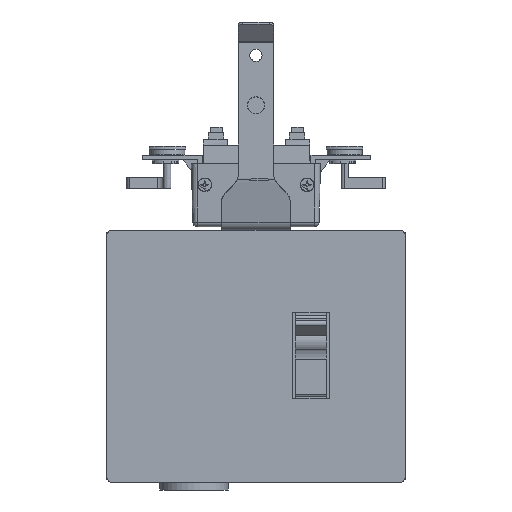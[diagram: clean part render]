
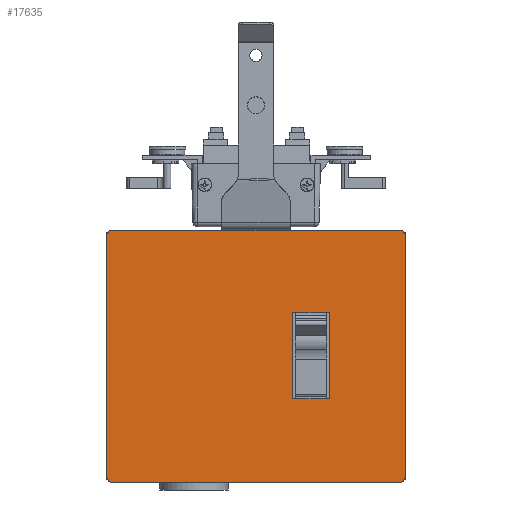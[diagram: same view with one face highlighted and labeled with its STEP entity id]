
A CAD part, front view. The second image highlights one B-rep face of the part: STEP entity #17635.
In plain terms, the highlighted planar face has unit normal (0, -1, 0).
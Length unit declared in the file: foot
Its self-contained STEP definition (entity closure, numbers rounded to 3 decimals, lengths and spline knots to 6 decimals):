
#1532=LINE('',#29685,#3460);
#1533=LINE('',#29689,#3461);
#1534=LINE('',#29693,#3462);
#1535=LINE('',#29697,#3463);
#1536=LINE('',#29701,#3464);
#1537=LINE('',#29703,#3465);
#1538=LINE('',#29705,#3466);
#1539=LINE('',#29706,#3467);
#3460=VECTOR('',#23125,1.);
#3461=VECTOR('',#23128,1.);
#3462=VECTOR('',#23131,1.);
#3463=VECTOR('',#23134,1.);
#3464=VECTOR('',#23137,1.);
#3465=VECTOR('',#23138,1.);
#3466=VECTOR('',#23139,1.);
#3467=VECTOR('',#23140,1.);
#4823=FACE_BOUND('',#6559,.T.);
#5396=FACE_OUTER_BOUND('',#6558,.T.);
#6558=EDGE_LOOP('',(#13700,#13701,#13702,#13703,#13704,#13705,#13706,#13707));
#6559=EDGE_LOOP('',(#13708,#13709,#13710,#13711));
#7370=CIRCLE('',#19913,0.010186);
#7371=CIRCLE('',#19914,0.010186);
#7372=CIRCLE('',#19915,0.010186);
#7373=CIRCLE('',#19916,0.010186);
#8237=VERTEX_POINT('',#29683);
#8238=VERTEX_POINT('',#29684);
#8239=VERTEX_POINT('',#29686);
#8240=VERTEX_POINT('',#29688);
#8241=VERTEX_POINT('',#29690);
#8242=VERTEX_POINT('',#29692);
#8243=VERTEX_POINT('',#29694);
#8244=VERTEX_POINT('',#29696);
#8245=VERTEX_POINT('',#29699);
#8246=VERTEX_POINT('',#29700);
#8247=VERTEX_POINT('',#29702);
#8248=VERTEX_POINT('',#29704);
#10149=EDGE_CURVE('',#8237,#8238,#1532,.T.);
#10150=EDGE_CURVE('',#8238,#8239,#7370,.T.);
#10151=EDGE_CURVE('',#8239,#8240,#1533,.T.);
#10152=EDGE_CURVE('',#8240,#8241,#7371,.T.);
#10153=EDGE_CURVE('',#8241,#8242,#1534,.T.);
#10154=EDGE_CURVE('',#8242,#8243,#7372,.T.);
#10155=EDGE_CURVE('',#8243,#8244,#1535,.T.);
#10156=EDGE_CURVE('',#8244,#8237,#7373,.T.);
#10157=EDGE_CURVE('',#8245,#8246,#1536,.T.);
#10158=EDGE_CURVE('',#8246,#8247,#1537,.T.);
#10159=EDGE_CURVE('',#8247,#8248,#1538,.T.);
#10160=EDGE_CURVE('',#8248,#8245,#1539,.T.);
#13700=ORIENTED_EDGE('',*,*,#10149,.T.);
#13701=ORIENTED_EDGE('',*,*,#10150,.T.);
#13702=ORIENTED_EDGE('',*,*,#10151,.T.);
#13703=ORIENTED_EDGE('',*,*,#10152,.T.);
#13704=ORIENTED_EDGE('',*,*,#10153,.T.);
#13705=ORIENTED_EDGE('',*,*,#10154,.T.);
#13706=ORIENTED_EDGE('',*,*,#10155,.T.);
#13707=ORIENTED_EDGE('',*,*,#10156,.T.);
#13708=ORIENTED_EDGE('',*,*,#10157,.T.);
#13709=ORIENTED_EDGE('',*,*,#10158,.T.);
#13710=ORIENTED_EDGE('',*,*,#10159,.T.);
#13711=ORIENTED_EDGE('',*,*,#10160,.T.);
#16668=PLANE('',#19912);
#17635=ADVANCED_FACE('',(#5396,#4823),#16668,.T.);
#19912=AXIS2_PLACEMENT_3D('',#29682,#23123,#23124);
#19913=AXIS2_PLACEMENT_3D('',#29687,#23126,#23127);
#19914=AXIS2_PLACEMENT_3D('',#29691,#23129,#23130);
#19915=AXIS2_PLACEMENT_3D('',#29695,#23132,#23133);
#19916=AXIS2_PLACEMENT_3D('',#29698,#23135,#23136);
#23123=DIRECTION('center_axis',(0.,-1.,0.));
#23124=DIRECTION('ref_axis',(-1.,0.,0.));
#23125=DIRECTION('',(-1.,0.,0.));
#23126=DIRECTION('center_axis',(0.,-1.,0.));
#23127=DIRECTION('ref_axis',(1.,0.,0.));
#23128=DIRECTION('',(0.,0.,-1.));
#23129=DIRECTION('center_axis',(0.,-1.,0.));
#23130=DIRECTION('ref_axis',(1.,0.,0.));
#23131=DIRECTION('',(1.,0.,0.));
#23132=DIRECTION('center_axis',(0.,-1.,0.));
#23133=DIRECTION('ref_axis',(1.,0.,0.));
#23134=DIRECTION('',(0.,0.,1.));
#23135=DIRECTION('center_axis',(0.,-1.,0.));
#23136=DIRECTION('ref_axis',(1.,0.,0.));
#23137=DIRECTION('',(0.,0.,-1.));
#23138=DIRECTION('',(-1.,0.,0.));
#23139=DIRECTION('',(0.,0.,1.));
#23140=DIRECTION('',(1.,0.,0.));
#29682=CARTESIAN_POINT('Origin',(-0.26048,-0.098685,
-0.163451));
#29683=CARTESIAN_POINT('',(0.260584,-0.098685,-0.163451));
#29684=CARTESIAN_POINT('',(-0.260584,-0.098685,-0.163451));
#29685=CARTESIAN_POINT('',(0.260584,-0.098685,-0.163451));
#29686=CARTESIAN_POINT('',(-0.27077,-0.098685,-0.173636));
#29687=CARTESIAN_POINT('Origin',(-0.260584,-0.098685,
-0.173636));
#29688=CARTESIAN_POINT('',(-0.27077,-0.098685,-0.611598));
#29689=CARTESIAN_POINT('',(-0.27077,-0.098685,-0.173636));
#29690=CARTESIAN_POINT('',(-0.260584,-0.098685,-0.621784));
#29691=CARTESIAN_POINT('Origin',(-0.260584,-0.098685,
-0.611598));
#29692=CARTESIAN_POINT('',(0.260584,-0.098685,-0.621784));
#29693=CARTESIAN_POINT('',(-0.260584,-0.098685,-0.621784));
#29694=CARTESIAN_POINT('',(0.27077,-0.098685,-0.611598));
#29695=CARTESIAN_POINT('Origin',(0.260584,-0.098685,
-0.611598));
#29696=CARTESIAN_POINT('',(0.27077,-0.098685,-0.173636));
#29697=CARTESIAN_POINT('',(0.27077,-0.098685,-0.611598));
#29698=CARTESIAN_POINT('Origin',(0.260584,-0.098685,
-0.173636));
#29699=CARTESIAN_POINT('',(0.13327,-0.098685,-0.313451));
#29700=CARTESIAN_POINT('',(0.13327,-0.098685,-0.470117));
#29701=CARTESIAN_POINT('',(0.13327,-0.098685,-0.313451));
#29702=CARTESIAN_POINT('',(0.066603,-0.098685,-0.470117));
#29703=CARTESIAN_POINT('',(0.13327,-0.098685,-0.470117));
#29704=CARTESIAN_POINT('',(0.066603,-0.098685,-0.313451));
#29705=CARTESIAN_POINT('',(0.066603,-0.098685,-0.470117));
#29706=CARTESIAN_POINT('',(0.066603,-0.098685,-0.313451));
